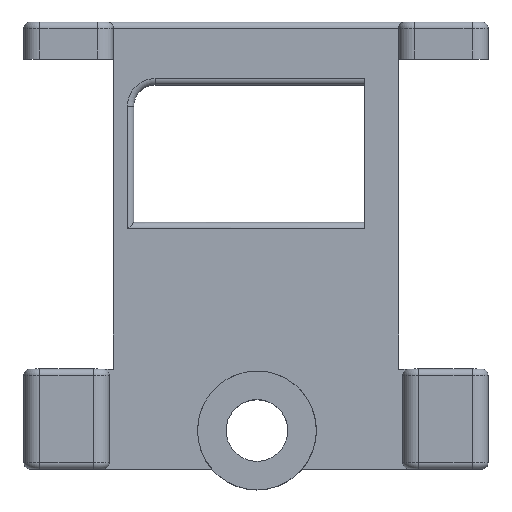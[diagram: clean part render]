
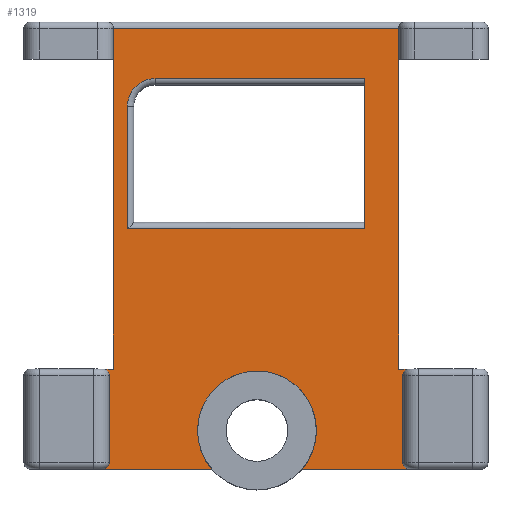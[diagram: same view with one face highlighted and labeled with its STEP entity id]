
A CAD part, top view. The second image highlights one B-rep face of the part: STEP entity #1319.
In plain terms, the highlighted planar face has unit normal (0, 0, 1).
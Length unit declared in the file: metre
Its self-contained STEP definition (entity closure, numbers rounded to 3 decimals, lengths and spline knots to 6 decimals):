
#73=CIRCLE('',#1416,0.0006);
#74=CIRCLE('',#1417,0.0006);
#75=CIRCLE('',#1418,0.005579);
#76=CIRCLE('',#1419,0.0006);
#77=CIRCLE('',#1420,0.0006);
#78=CIRCLE('',#1421,0.0026);
#158=ORIENTED_EDGE('',*,*,#554,.T.);
#159=ORIENTED_EDGE('',*,*,#555,.T.);
#160=ORIENTED_EDGE('',*,*,#556,.F.);
#161=ORIENTED_EDGE('',*,*,#557,.T.);
#162=ORIENTED_EDGE('',*,*,#558,.T.);
#163=ORIENTED_EDGE('',*,*,#559,.T.);
#164=ORIENTED_EDGE('',*,*,#560,.T.);
#165=ORIENTED_EDGE('',*,*,#561,.T.);
#166=ORIENTED_EDGE('',*,*,#562,.F.);
#167=ORIENTED_EDGE('',*,*,#563,.F.);
#168=ORIENTED_EDGE('',*,*,#564,.F.);
#169=ORIENTED_EDGE('',*,*,#565,.T.);
#170=ORIENTED_EDGE('',*,*,#566,.T.);
#171=ORIENTED_EDGE('',*,*,#567,.T.);
#172=ORIENTED_EDGE('',*,*,#568,.T.);
#173=ORIENTED_EDGE('',*,*,#569,.F.);
#174=ORIENTED_EDGE('',*,*,#570,.T.);
#175=ORIENTED_EDGE('',*,*,#571,.T.);
#176=ORIENTED_EDGE('',*,*,#572,.T.);
#177=ORIENTED_EDGE('',*,*,#573,.T.);
#178=ORIENTED_EDGE('',*,*,#574,.T.);
#554=EDGE_CURVE('',#752,#753,#875,.T.);
#555=EDGE_CURVE('',#753,#754,#876,.F.);
#556=EDGE_CURVE('',#755,#754,#877,.T.);
#557=EDGE_CURVE('',#755,#756,#878,.T.);
#558=EDGE_CURVE('',#756,#757,#879,.T.);
#559=EDGE_CURVE('',#757,#758,#73,.F.);
#560=EDGE_CURVE('',#758,#759,#880,.T.);
#561=EDGE_CURVE('',#759,#760,#74,.F.);
#562=EDGE_CURVE('',#761,#760,#881,.T.);
#563=EDGE_CURVE('',#762,#761,#75,.T.);
#564=EDGE_CURVE('',#763,#762,#882,.T.);
#565=EDGE_CURVE('',#763,#764,#76,.F.);
#566=EDGE_CURVE('',#764,#765,#883,.T.);
#567=EDGE_CURVE('',#765,#766,#77,.F.);
#568=EDGE_CURVE('',#766,#767,#884,.T.);
#569=EDGE_CURVE('',#752,#767,#885,.T.);
#570=EDGE_CURVE('',#768,#769,#886,.T.);
#571=EDGE_CURVE('',#769,#770,#887,.F.);
#572=EDGE_CURVE('',#770,#771,#888,.F.);
#573=EDGE_CURVE('',#771,#772,#78,.F.);
#574=EDGE_CURVE('',#772,#768,#889,.T.);
#752=VERTEX_POINT('',#2049);
#753=VERTEX_POINT('',#2050);
#754=VERTEX_POINT('',#2052);
#755=VERTEX_POINT('',#2054);
#756=VERTEX_POINT('',#2056);
#757=VERTEX_POINT('',#2058);
#758=VERTEX_POINT('',#2060);
#759=VERTEX_POINT('',#2062);
#760=VERTEX_POINT('',#2064);
#761=VERTEX_POINT('',#2066);
#762=VERTEX_POINT('',#2068);
#763=VERTEX_POINT('',#2070);
#764=VERTEX_POINT('',#2072);
#765=VERTEX_POINT('',#2074);
#766=VERTEX_POINT('',#2076);
#767=VERTEX_POINT('',#2078);
#768=VERTEX_POINT('',#2081);
#769=VERTEX_POINT('',#2082);
#770=VERTEX_POINT('',#2084);
#771=VERTEX_POINT('',#2086);
#772=VERTEX_POINT('',#2088);
#875=LINE('',#2048,#982);
#876=LINE('',#2051,#983);
#877=LINE('',#2053,#984);
#878=LINE('',#2055,#985);
#879=LINE('',#2057,#986);
#880=LINE('',#2061,#987);
#881=LINE('',#2065,#988);
#882=LINE('',#2069,#989);
#883=LINE('',#2073,#990);
#884=LINE('',#2077,#991);
#885=LINE('',#2079,#992);
#886=LINE('',#2080,#993);
#887=LINE('',#2083,#994);
#888=LINE('',#2085,#995);
#889=LINE('',#2089,#996);
#982=VECTOR('',#1593,1.);
#983=VECTOR('',#1594,1.);
#984=VECTOR('',#1595,1.);
#985=VECTOR('',#1596,1.);
#986=VECTOR('',#1597,1.);
#987=VECTOR('',#1600,1.);
#988=VECTOR('',#1603,1.);
#989=VECTOR('',#1606,1.);
#990=VECTOR('',#1609,1.);
#991=VECTOR('',#1612,1.);
#992=VECTOR('',#1613,1.);
#993=VECTOR('',#1614,1.);
#994=VECTOR('',#1615,1.);
#995=VECTOR('',#1616,1.);
#996=VECTOR('',#1619,1.);
#1089=EDGE_LOOP('',(#158,#159,#160,#161,#162,#163,#164,#165,#166,#167,#168,
#169,#170,#171,#172,#173));
#1090=EDGE_LOOP('',(#174,#175,#176,#177,#178));
#1190=FACE_BOUND('',#1089,.T.);
#1191=FACE_BOUND('',#1090,.T.);
#1291=PLANE('',#1415);
#1319=ADVANCED_FACE('',(#1190,#1191),#1291,.T.);
#1415=AXIS2_PLACEMENT_3D('',#2047,#1591,#1592);
#1416=AXIS2_PLACEMENT_3D('',#2059,#1598,#1599);
#1417=AXIS2_PLACEMENT_3D('',#2063,#1601,#1602);
#1418=AXIS2_PLACEMENT_3D('',#2067,#1604,#1605);
#1419=AXIS2_PLACEMENT_3D('',#2071,#1607,#1608);
#1420=AXIS2_PLACEMENT_3D('',#2075,#1610,#1611);
#1421=AXIS2_PLACEMENT_3D('',#2087,#1617,#1618);
#1591=DIRECTION('',(0.,0.,1.));
#1592=DIRECTION('',(1.,0.,0.));
#1593=DIRECTION('',(0.,1.,0.));
#1594=DIRECTION('',(1.,0.,0.));
#1595=DIRECTION('',(0.,1.,0.));
#1596=DIRECTION('',(0.,-1.,0.));
#1597=DIRECTION('',(-1.,0.,0.));
#1598=DIRECTION('',(0.,0.,1.));
#1599=DIRECTION('',(0.,-1.,0.));
#1600=DIRECTION('',(0.,-1.,0.));
#1601=DIRECTION('',(0.,0.,1.));
#1602=DIRECTION('',(0.,-1.,0.));
#1603=DIRECTION('',(-1.,0.,0.));
#1604=DIRECTION('',(0.,0.,1.));
#1605=DIRECTION('',(0.,-1.,0.));
#1606=DIRECTION('',(-1.,0.,0.));
#1607=DIRECTION('',(0.,0.,1.));
#1608=DIRECTION('',(0.,-1.,0.));
#1609=DIRECTION('',(0.,1.,0.));
#1610=DIRECTION('',(0.,0.,1.));
#1611=DIRECTION('',(0.,-1.,0.));
#1612=DIRECTION('',(-1.,0.,0.));
#1613=DIRECTION('',(0.,-1.,0.));
#1614=DIRECTION('',(0.,-1.,0.));
#1615=DIRECTION('',(1.,0.,0.));
#1616=DIRECTION('',(0.,-1.,0.));
#1617=DIRECTION('',(0.,0.,1.));
#1618=DIRECTION('',(0.,-1.,0.));
#1619=DIRECTION('',(1.,0.,0.));
#2047=CARTESIAN_POINT('',(0.000372,0.0114,0.0138));
#2048=CARTESIAN_POINT('',(0.013772,0.0114,0.0138));
#2049=CARTESIAN_POINT('',(0.013772,0.0289,0.0138));
#2050=CARTESIAN_POINT('',(0.013772,0.0318,0.0138));
#2051=CARTESIAN_POINT('',(0.000372,0.0318,0.0138));
#2052=CARTESIAN_POINT('',(-0.013028,0.0318,0.0138));
#2053=CARTESIAN_POINT('',(-0.013028,0.0114,0.0138));
#2054=CARTESIAN_POINT('',(-0.013028,0.0289,0.0138));
#2055=CARTESIAN_POINT('',(-0.013028,0.0141,0.0138));
#2056=CARTESIAN_POINT('',(-0.013028,-0.0002,0.0138));
#2057=CARTESIAN_POINT('',(-0.017428,-0.0002,0.0138));
#2058=CARTESIAN_POINT('',(-0.014028,-0.0002,0.0138));
#2059=CARTESIAN_POINT('',(-0.014028,-0.0008,0.0138));
#2060=CARTESIAN_POINT('',(-0.013428,-0.0008,0.0138));
#2061=CARTESIAN_POINT('',(-0.013428,0.0114,0.0138));
#2062=CARTESIAN_POINT('',(-0.013428,-0.009,0.0138));
#2063=CARTESIAN_POINT('',(-0.014028,-0.009,0.0138));
#2064=CARTESIAN_POINT('',(-0.014028,-0.0096,0.0138));
#2065=CARTESIAN_POINT('',(-0.017428,-0.0096,0.0138));
#2066=CARTESIAN_POINT('',(-0.003783,-0.0096,0.0138));
#2067=CARTESIAN_POINT('',(0.000463,-0.005981,0.0138));
#2068=CARTESIAN_POINT('',(0.004709,-0.0096,0.0138));
#2069=CARTESIAN_POINT('',(-0.017428,-0.0096,0.0138));
#2070=CARTESIAN_POINT('',(0.014772,-0.0096,0.0138));
#2071=CARTESIAN_POINT('',(0.014772,-0.009,0.0138));
#2072=CARTESIAN_POINT('',(0.014172,-0.009,0.0138));
#2073=CARTESIAN_POINT('',(0.014172,0.0114,0.0138));
#2074=CARTESIAN_POINT('',(0.014172,-0.0008,0.0138));
#2075=CARTESIAN_POINT('',(0.014772,-0.0008,0.0138));
#2076=CARTESIAN_POINT('',(0.014772,-0.0002,0.0138));
#2077=CARTESIAN_POINT('',(0.018172,-0.0002,0.0138));
#2078=CARTESIAN_POINT('',(0.013772,-0.0002,0.0138));
#2079=CARTESIAN_POINT('',(0.013772,0.0141,0.0138));
#2080=CARTESIAN_POINT('',(0.010585,0.020034,0.0138));
#2081=CARTESIAN_POINT('',(0.010585,0.027091,0.0138));
#2082=CARTESIAN_POINT('',(0.010585,0.012977,0.0138));
#2083=CARTESIAN_POINT('',(-0.011115,0.012977,0.0138));
#2084=CARTESIAN_POINT('',(-0.011715,0.012977,0.0138));
#2085=CARTESIAN_POINT('',(-0.011715,0.024491,0.0138));
#2086=CARTESIAN_POINT('',(-0.011715,0.024491,0.0138));
#2087=CARTESIAN_POINT('',(-0.009115,0.024491,0.0138));
#2088=CARTESIAN_POINT('',(-0.009115,0.027091,0.0138));
#2089=CARTESIAN_POINT('',(0.000372,0.027091,0.0138));
